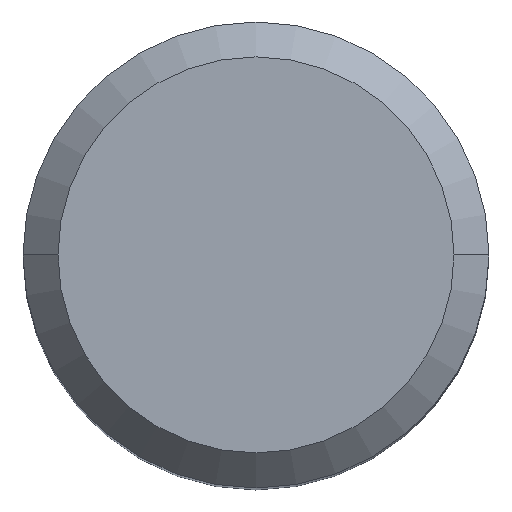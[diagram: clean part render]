
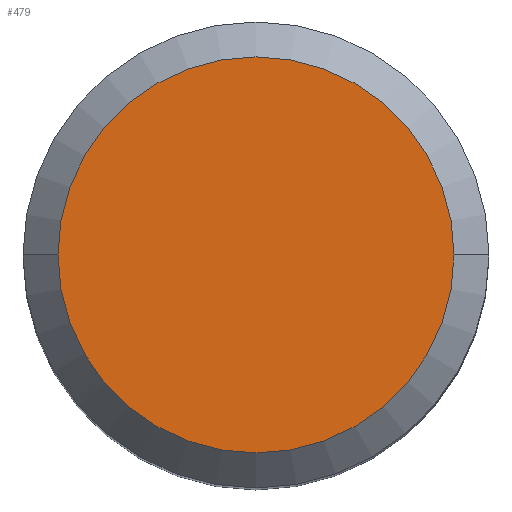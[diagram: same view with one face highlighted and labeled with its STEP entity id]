
A CAD part, top view. The second image highlights one B-rep face of the part: STEP entity #479.
In plain terms, the highlighted planar face has unit normal (0, 0, 1).
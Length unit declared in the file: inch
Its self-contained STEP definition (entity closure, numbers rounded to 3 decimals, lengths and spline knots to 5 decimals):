
#6 = DIRECTION ( 'NONE',  ( 1., 0., 0. ) ) ;
#7 = DIRECTION ( 'NONE',  ( 1., 0., 0. ) ) ;
#19 = DIRECTION ( 'NONE',  ( 0., 0., -1. ) ) ;
#47 = DIRECTION ( 'NONE',  ( 0., 0., 1. ) ) ;
#54 = EDGE_CURVE ( 'NONE', #332, #301, #412, .T. ) ;
#74 = CARTESIAN_POINT ( 'NONE',  ( -0.3012, 0., 0. ) ) ;
#104 = CIRCLE ( 'NONE', #300, 0.3012 ) ;
#117 = ORIENTED_EDGE ( 'NONE', *, *, #54, .T. ) ;
#129 = CARTESIAN_POINT ( 'NONE',  ( 0., 0., 0. ) ) ;
#143 = CARTESIAN_POINT ( 'NONE',  ( 0., 0., 0. ) ) ;
#176 = DIRECTION ( 'NONE',  ( -1., 0., 0. ) ) ;
#179 = AXIS2_PLACEMENT_3D ( 'NONE', #143, #19, #176 ) ;
#196 = EDGE_LOOP ( 'NONE', ( #117, #491 ) ) ;
#198 = DIRECTION ( 'NONE',  ( 0., 0., 1. ) ) ;
#209 = AXIS2_PLACEMENT_3D ( 'NONE', #129, #198, #7 ) ;
#300 = AXIS2_PLACEMENT_3D ( 'NONE', #382, #47, #6 ) ;
#301 = VERTEX_POINT ( 'NONE', #380 ) ;
#332 = VERTEX_POINT ( 'NONE', #74 ) ;
#367 = EDGE_CURVE ( 'NONE', #301, #332, #104, .T. ) ;
#380 = CARTESIAN_POINT ( 'NONE',  ( 0.3012, 0., 0. ) ) ;
#382 = CARTESIAN_POINT ( 'NONE',  ( 0., 0., 0. ) ) ;
#412 = CIRCLE ( 'NONE', #209, 0.3012 ) ;
#426 = FACE_OUTER_BOUND ( 'NONE', #196, .T. ) ;
#473 = PLANE ( 'NONE',  #179 ) ;
#479 = ADVANCED_FACE ( 'NONE', ( #426 ), #473, .F. ) ;
#491 = ORIENTED_EDGE ( 'NONE', *, *, #367, .T. ) ;
